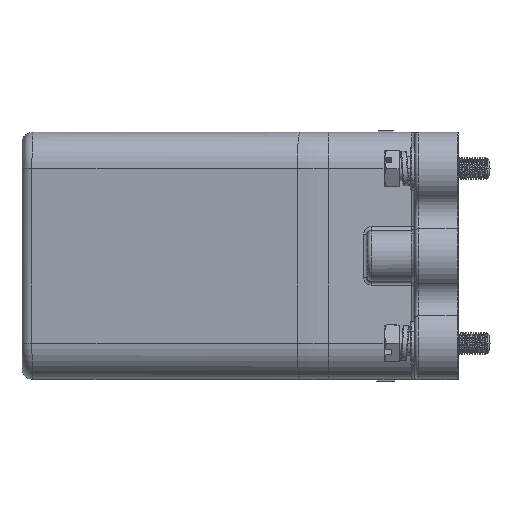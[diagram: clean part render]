
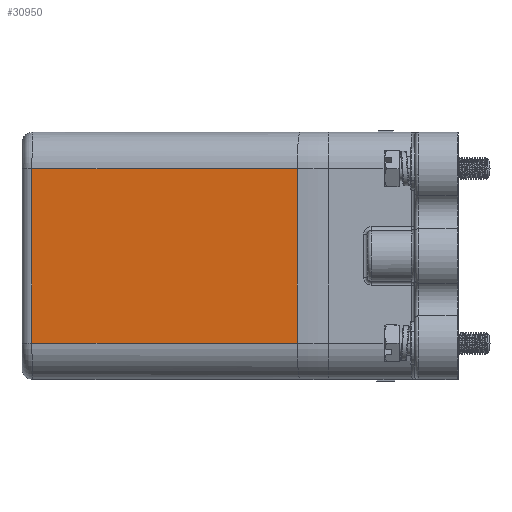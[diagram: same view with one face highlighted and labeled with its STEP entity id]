
A CAD part, left-side view. The second image highlights one B-rep face of the part: STEP entity #30950.
In plain terms, the highlighted planar face has unit normal (-0.996, 0.087, 0).
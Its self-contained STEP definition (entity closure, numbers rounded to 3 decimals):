
#2740=DIRECTION('',(-0.087,-0.996,0.));
#2741=VECTOR('',#2740,73.201);
#2742=CARTESIAN_POINT('',(-34.24,117.261,24.));
#2743=LINE('',#2742,#2741);
#2762=DIRECTION('',(0.087,0.996,0.));
#2763=VECTOR('',#2762,73.201);
#2764=CARTESIAN_POINT('',(-40.619,44.339,
-24.));
#2765=LINE('',#2764,#2763);
#6726=CARTESIAN_POINT('',(-34.24,117.261,24.));
#6754=DIRECTION('',(0.,0.,1.));
#6755=VECTOR('',#6754,48.);
#6756=CARTESIAN_POINT('',(-34.24,117.262,
-24.));
#6757=LINE('',#6756,#6755);
#17347=DIRECTION('',(0.,0.,-1.));
#17348=VECTOR('',#17347,48.);
#17349=CARTESIAN_POINT('',(-40.619,44.339,
24.));
#17350=LINE('',#17349,#17348);
#27412=CARTESIAN_POINT('',(-40.619,44.339,-24.));
#27413=VERTEX_POINT('',#27412);
#27414=CARTESIAN_POINT('',(-34.24,117.262,
-24.));
#27415=VERTEX_POINT('',#27414);
#27425=VERTEX_POINT('',#6726);
#27516=CARTESIAN_POINT('',(-40.619,44.339,24.));
#27517=VERTEX_POINT('',#27516);
#30936=CARTESIAN_POINT('',(-40.619,44.339,0.));
#30937=DIRECTION('',(0.996,-0.087,0.));
#30938=DIRECTION('',(0.087,0.996,0.));
#30939=AXIS2_PLACEMENT_3D('',#30936,#30937,#30938);
#30940=PLANE('',#30939);
#30942=ORIENTED_EDGE('',*,*,#30941,.T.);
#30944=ORIENTED_EDGE('',*,*,#30943,.T.);
#30945=ORIENTED_EDGE('',*,*,#30926,.T.);
#30947=ORIENTED_EDGE('',*,*,#30946,.T.);
#30948=EDGE_LOOP('',(#30942,#30944,#30945,#30947));
#30949=FACE_OUTER_BOUND('',#30948,.F.);
#30950=ADVANCED_FACE('',(#30949),#30940,.F.);
#30926=EDGE_CURVE('',#27425,#27517,#2743,.T.);
#30941=EDGE_CURVE('',#27413,#27415,#2765,.T.);
#30943=EDGE_CURVE('',#27415,#27425,#6757,.T.);
#30946=EDGE_CURVE('',#27517,#27413,#17350,.T.);
